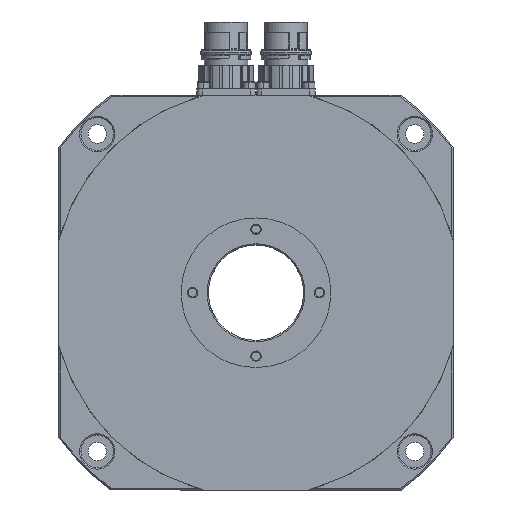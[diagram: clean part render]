
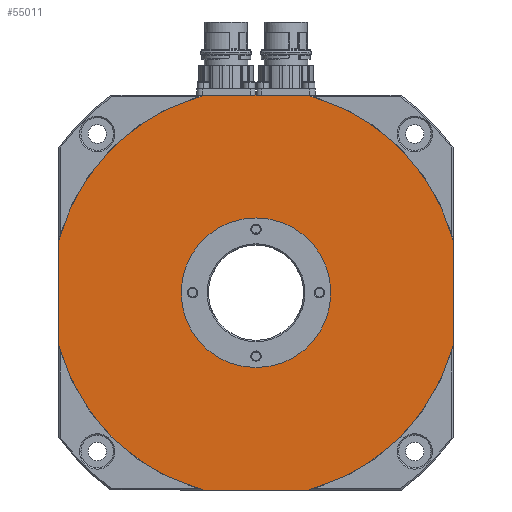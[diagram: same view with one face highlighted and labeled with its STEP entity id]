
A CAD part, left-side view. The second image highlights one B-rep face of the part: STEP entity #55011.
In plain terms, the highlighted planar face has unit normal (-1, 0, 0).
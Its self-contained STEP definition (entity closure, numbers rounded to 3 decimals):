
#115 = VECTOR ( 'NONE', #45338, 1000. ) ;
#2376 = CIRCLE ( 'NONE', #72003, 75. ) ;
#2378 = EDGE_CURVE ( 'NONE', #23456, #4730, #104281, .T. ) ;
#3760 = CARTESIAN_POINT ( 'NONE',  ( -47.5, 0., 0. ) ) ;
#4730 = VERTEX_POINT ( 'NONE', #69625 ) ;
#9075 = DIRECTION ( 'NONE',  ( -1., 0., 0. ) ) ;
#10398 = CARTESIAN_POINT ( 'NONE',  ( -47.5, 72.5, -72.5 ) ) ;
#12129 = DIRECTION ( 'NONE',  ( 0., 0., 1. ) ) ;
#12936 = DIRECTION ( 'NONE',  ( -1., 0., 0. ) ) ;
#14058 = EDGE_CURVE ( 'NONE', #27050, #16661, #2376, .T. ) ;
#15797 = DIRECTION ( 'NONE',  ( -1., 0., 0. ) ) ;
#16661 = VERTEX_POINT ( 'NONE', #82508 ) ;
#18647 = ORIENTED_EDGE ( 'NONE', *, *, #28697, .T. ) ;
#19207 = CARTESIAN_POINT ( 'NONE',  ( -47.5, 19.203, 72.5 ) ) ;
#19360 = EDGE_CURVE ( 'NONE', #16661, #19697, #89526, .T. ) ;
#19697 = VERTEX_POINT ( 'NONE', #72430 ) ;
#20077 = ORIENTED_EDGE ( 'NONE', *, *, #19360, .T. ) ;
#21685 = DIRECTION ( 'NONE',  ( 0., 0., 1. ) ) ;
#21801 = AXIS2_PLACEMENT_3D ( 'NONE', #106136, #15797, #24537 ) ;
#22076 = PLANE ( 'NONE',  #97622 ) ;
#22094 = VECTOR ( 'NONE', #107989, 1000. ) ;
#22367 = CARTESIAN_POINT ( 'NONE',  ( -47.5, 72.5, -19.203 ) ) ;
#23456 = VERTEX_POINT ( 'NONE', #22367 ) ;
#24024 = DIRECTION ( 'NONE',  ( -1., 0., 0. ) ) ;
#24537 = DIRECTION ( 'NONE',  ( 0., 0., 1. ) ) ;
#24807 = ORIENTED_EDGE ( 'NONE', *, *, #2378, .T. ) ;
#24913 = CARTESIAN_POINT ( 'NONE',  ( -47.5, 0., 0. ) ) ;
#25039 = DIRECTION ( 'NONE',  ( -1., 0., 0. ) ) ;
#26147 = ORIENTED_EDGE ( 'NONE', *, *, #69614, .F. ) ;
#26552 = DIRECTION ( 'NONE',  ( 0., 0., 1. ) ) ;
#27050 = VERTEX_POINT ( 'NONE', #65738 ) ;
#28697 = EDGE_CURVE ( 'NONE', #60546, #88542, #51980, .T. ) ;
#28716 = LINE ( 'NONE', #10398, #59959 ) ;
#33975 = CARTESIAN_POINT ( 'NONE',  ( -47.5, 0., 0. ) ) ;
#34161 = DIRECTION ( 'NONE',  ( 0., 0., 1. ) ) ;
#34403 = ORIENTED_EDGE ( 'NONE', *, *, #80842, .F. ) ;
#34796 = CIRCLE ( 'NONE', #92207, 75. ) ;
#40973 = EDGE_CURVE ( 'NONE', #19697, #60546, #90742, .T. ) ;
#41316 = AXIS2_PLACEMENT_3D ( 'NONE', #108920, #9075, #26552 ) ;
#42893 = DIRECTION ( 'NONE',  ( 0., -1., 0. ) ) ;
#45338 = DIRECTION ( 'NONE',  ( 0., 0., -1. ) ) ;
#46016 = CARTESIAN_POINT ( 'NONE',  ( -47.5, 0., 27.5 ) ) ;
#46096 = VERTEX_POINT ( 'NONE', #46016 ) ;
#50726 = EDGE_CURVE ( 'NONE', #57044, #23456, #116895, .T. ) ;
#51980 = LINE ( 'NONE', #116751, #22094 ) ;
#52456 = DIRECTION ( 'NONE',  ( 0., 0., 1. ) ) ;
#53894 = FACE_OUTER_BOUND ( 'NONE', #116941, .T. ) ;
#55011 = ADVANCED_FACE ( 'NONE', ( #53894, #68054 ), #22076, .T. ) ;
#55554 = ORIENTED_EDGE ( 'NONE', *, *, #14058, .T. ) ;
#57044 = VERTEX_POINT ( 'NONE', #114744 ) ;
#59959 = VECTOR ( 'NONE', #42893, 1000. ) ;
#60546 = VERTEX_POINT ( 'NONE', #115498 ) ;
#61513 = DIRECTION ( 'NONE',  ( 0., 0., 1. ) ) ;
#65581 = ORIENTED_EDGE ( 'NONE', *, *, #40973, .T. ) ;
#65738 = CARTESIAN_POINT ( 'NONE',  ( -47.5, -19.203, -72.5 ) ) ;
#65935 = CARTESIAN_POINT ( 'NONE',  ( -47.5, 0., -27.5 ) ) ;
#68054 = FACE_BOUND ( 'NONE', #116648, .T. ) ;
#69614 = EDGE_CURVE ( 'NONE', #46096, #101522, #83769, .T. ) ;
#69625 = CARTESIAN_POINT ( 'NONE',  ( -47.5, 19.203, -72.5 ) ) ;
#69967 = CARTESIAN_POINT ( 'NONE',  ( -47.5, 0., 0. ) ) ;
#72003 = AXIS2_PLACEMENT_3D ( 'NONE', #79153, #25039, #52456 ) ;
#72266 = EDGE_CURVE ( 'NONE', #88542, #57044, #34796, .T. ) ;
#72377 = ORIENTED_EDGE ( 'NONE', *, *, #72266, .T. ) ;
#72430 = CARTESIAN_POINT ( 'NONE',  ( -47.5, -72.5, 19.203 ) ) ;
#77271 = EDGE_CURVE ( 'NONE', #4730, #27050, #28716, .T. ) ;
#79153 = CARTESIAN_POINT ( 'NONE',  ( -47.5, 0., 0. ) ) ;
#79226 = AXIS2_PLACEMENT_3D ( 'NONE', #24913, #108045, #61513 ) ;
#79500 = ORIENTED_EDGE ( 'NONE', *, *, #50726, .T. ) ;
#79568 = VECTOR ( 'NONE', #21685, 1000. ) ;
#80842 = EDGE_CURVE ( 'NONE', #101522, #46096, #105837, .T. ) ;
#82339 = CARTESIAN_POINT ( 'NONE',  ( -47.5, 72.5, 72.5 ) ) ;
#82508 = CARTESIAN_POINT ( 'NONE',  ( -47.5, -72.5, -19.203 ) ) ;
#83769 = CIRCLE ( 'NONE', #21801, 27.5 ) ;
#87672 = AXIS2_PLACEMENT_3D ( 'NONE', #3760, #12936, #12129 ) ;
#88485 = DIRECTION ( 'NONE',  ( 0., 0., 1. ) ) ;
#88542 = VERTEX_POINT ( 'NONE', #19207 ) ;
#88679 = DIRECTION ( 'NONE',  ( -1., 0., 0. ) ) ;
#89526 = LINE ( 'NONE', #93677, #79568 ) ;
#90742 = CIRCLE ( 'NONE', #87672, 75. ) ;
#92207 = AXIS2_PLACEMENT_3D ( 'NONE', #69967, #88679, #34161 ) ;
#93677 = CARTESIAN_POINT ( 'NONE',  ( -47.5, -72.5, 72.5 ) ) ;
#97622 = AXIS2_PLACEMENT_3D ( 'NONE', #33975, #24024, #88485 ) ;
#101522 = VERTEX_POINT ( 'NONE', #65935 ) ;
#104281 = CIRCLE ( 'NONE', #79226, 75. ) ;
#105837 = CIRCLE ( 'NONE', #41316, 27.5 ) ;
#106136 = CARTESIAN_POINT ( 'NONE',  ( -47.5, 0., 0. ) ) ;
#107538 = ORIENTED_EDGE ( 'NONE', *, *, #77271, .T. ) ;
#107989 = DIRECTION ( 'NONE',  ( 0., 1., 0. ) ) ;
#108045 = DIRECTION ( 'NONE',  ( -1., 0., 0. ) ) ;
#108920 = CARTESIAN_POINT ( 'NONE',  ( -47.5, 0., 0. ) ) ;
#114744 = CARTESIAN_POINT ( 'NONE',  ( -47.5, 72.5, 19.203 ) ) ;
#115498 = CARTESIAN_POINT ( 'NONE',  ( -47.5, -19.203, 72.5 ) ) ;
#116648 = EDGE_LOOP ( 'NONE', ( #34403, #26147 ) ) ;
#116751 = CARTESIAN_POINT ( 'NONE',  ( -47.5, 72.5, 72.5 ) ) ;
#116895 = LINE ( 'NONE', #82339, #115 ) ;
#116941 = EDGE_LOOP ( 'NONE', ( #18647, #72377, #79500, #24807, #107538, #55554, #20077, #65581 ) ) ;
